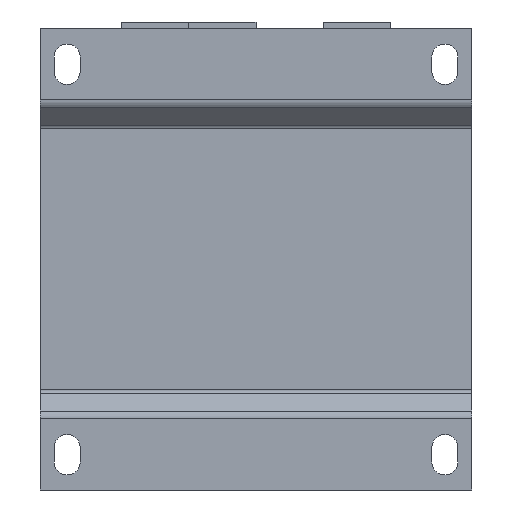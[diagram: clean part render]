
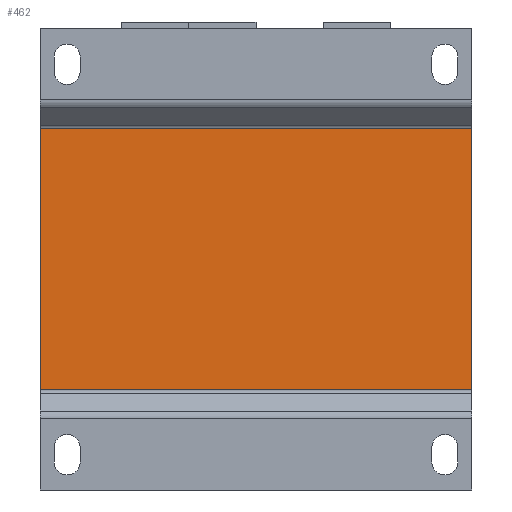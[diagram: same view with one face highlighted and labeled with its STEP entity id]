
A CAD part, front view. The second image highlights one B-rep face of the part: STEP entity #462.
In plain terms, the highlighted planar face has unit normal (0, -1, 0).
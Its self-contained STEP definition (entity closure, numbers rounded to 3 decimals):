
#288 = VERTEX_POINT ( 'NONE', #2513 ) ;
#458 = CARTESIAN_POINT ( 'NONE',  ( 0., -41.5, 29.014 ) ) ;
#462 = ADVANCED_FACE ( 'Defeature ausgef�hrt1_92', ( #3519 ), #1279, .F. ) ;
#813 = EDGE_LOOP ( 'NONE', ( #3302, #6260, #3413, #8239 ) ) ;
#1063 = LINE ( 'NONE', #6449, #2696 ) ;
#1279 = PLANE ( 'NONE',  #7922 ) ;
#1659 = DIRECTION ( 'NONE',  ( -1., 0., 0. ) ) ;
#2084 = LINE ( 'NONE', #6602, #3502 ) ;
#2513 = CARTESIAN_POINT ( 'NONE',  ( -48., -41.5, -29.014 ) ) ;
#2579 = LINE ( 'NONE', #3322, #5852 ) ;
#2592 = DIRECTION ( 'NONE',  ( 0., 0., 1. ) ) ;
#2696 = VECTOR ( 'NONE', #5731, 1000. ) ;
#2699 = CARTESIAN_POINT ( 'NONE',  ( -48., -41.5, 29.014 ) ) ;
#2770 = DIRECTION ( 'NONE',  ( 0., 0., 1. ) ) ;
#3302 = ORIENTED_EDGE ( 'NONE', *, *, #5844, .F. ) ;
#3322 = CARTESIAN_POINT ( 'NONE',  ( 48., -41.5, -51.25 ) ) ;
#3353 = DIRECTION ( 'NONE',  ( 0., 0., -1. ) ) ;
#3413 = ORIENTED_EDGE ( 'NONE', *, *, #6313, .T. ) ;
#3502 = VECTOR ( 'NONE', #2770, 1000. ) ;
#3519 = FACE_OUTER_BOUND ( 'NONE', #813, .T. ) ;
#4617 = VERTEX_POINT ( 'NONE', #7920 ) ;
#5178 = CARTESIAN_POINT ( 'NONE',  ( 0., -41.5, 0. ) ) ;
#5731 = DIRECTION ( 'NONE',  ( -1., 0., 0. ) ) ;
#5844 = EDGE_CURVE ( 'Defeature ausgef�hrt1_112+Defeature ausgef�hrt1_92+Defeature ausgef�hrt1_110+Defeature ausgef�hrt1_111', #4617, #288, #1063, .T. ) ;
#5852 = VECTOR ( 'NONE', #3353, 1000. ) ;
#6056 = EDGE_CURVE ( 'Defeature ausgef�hrt1_90+Defeature ausgef�hrt1_92+Defeature ausgef�hrt1_111+Defeature ausgef�hrt1_107', #288, #7130, #2084, .T. ) ;
#6260 = ORIENTED_EDGE ( 'NONE', *, *, #6558, .F. ) ;
#6313 = EDGE_CURVE ( 'Defeature ausgef�hrt1_92+Defeature ausgef�hrt1_108+Defeature ausgef�hrt1_91+Defeature ausgef�hrt1_90', #7358, #7130, #6381, .T. ) ;
#6381 = LINE ( 'NONE', #458, #7187 ) ;
#6449 = CARTESIAN_POINT ( 'NONE',  ( 0., -41.5, -29.014 ) ) ;
#6558 = EDGE_CURVE ( 'Defeature ausgef�hrt1_91+Defeature ausgef�hrt1_92+Defeature ausgef�hrt1_106+Defeature ausgef�hrt1_110', #7358, #4617, #2579, .T. ) ;
#6602 = CARTESIAN_POINT ( 'NONE',  ( -48., -41.5, -51.25 ) ) ;
#7130 = VERTEX_POINT ( 'NONE', #2699 ) ;
#7187 = VECTOR ( 'NONE', #1659, 1000. ) ;
#7358 = VERTEX_POINT ( 'NONE', #7588 ) ;
#7588 = CARTESIAN_POINT ( 'NONE',  ( 48., -41.5, 29.014 ) ) ;
#7765 = DIRECTION ( 'NONE',  ( 0., 1., 0. ) ) ;
#7920 = CARTESIAN_POINT ( 'NONE',  ( 48., -41.5, -29.014 ) ) ;
#7922 = AXIS2_PLACEMENT_3D ( 'NONE', #5178, #7765, #2592 ) ;
#8239 = ORIENTED_EDGE ( 'NONE', *, *, #6056, .F. ) ;
